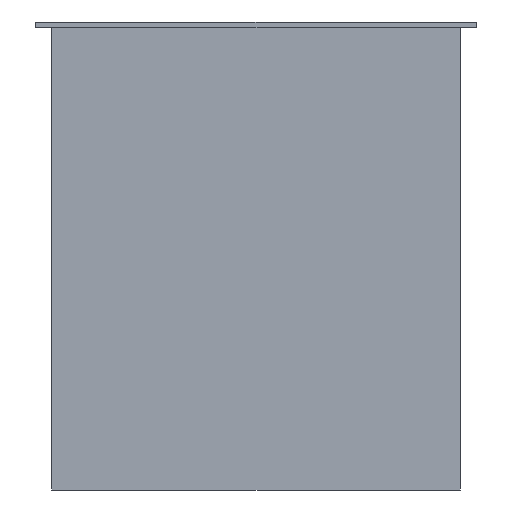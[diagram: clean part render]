
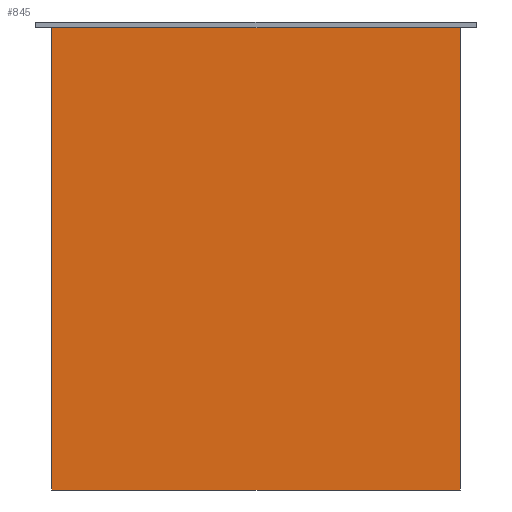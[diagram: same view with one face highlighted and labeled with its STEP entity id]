
A CAD part, front view. The second image highlights one B-rep face of the part: STEP entity #845.
In plain terms, the highlighted planar face has unit normal (0, -1, 0).
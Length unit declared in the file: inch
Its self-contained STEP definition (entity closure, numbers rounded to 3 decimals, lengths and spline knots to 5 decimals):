
#41 = CARTESIAN_POINT ( 'NONE',  ( 8.83125, -3.2, -20.25 ) ) ;
#45 = CARTESIAN_POINT ( 'NONE',  ( -8.83125, -3.2, -20.25 ) ) ;
#55 = LINE ( 'NONE', #873, #102 ) ;
#82 = EDGE_CURVE ( 'NONE', #528, #366, #972, .T. ) ;
#99 = EDGE_CURVE ( 'NONE', #345, #528, #482, .T. ) ;
#102 = VECTOR ( 'NONE', #622, 39.37008 ) ;
#204 = CARTESIAN_POINT ( 'NONE',  ( 8.83125, -3.2, -20.25 ) ) ;
#208 = CARTESIAN_POINT ( 'NONE',  ( -9.53125, -3.2, -0.25 ) ) ;
#236 = VECTOR ( 'NONE', #865, 39.37008 ) ;
#294 = PLANE ( 'NONE',  #647 ) ;
#309 = FACE_OUTER_BOUND ( 'NONE', #485, .T. ) ;
#345 = VERTEX_POINT ( 'NONE', #204 ) ;
#366 = VERTEX_POINT ( 'NONE', #768 ) ;
#374 = LINE ( 'NONE', #642, #1073 ) ;
#387 = DIRECTION ( 'NONE',  ( 0., 0., 1. ) ) ;
#416 = ORIENTED_EDGE ( 'NONE', *, *, #468, .F. ) ;
#468 = EDGE_CURVE ( 'NONE', #366, #846, #55, .T. ) ;
#482 = LINE ( 'NONE', #41, #750 ) ;
#485 = EDGE_LOOP ( 'NONE', ( #416, #513, #1061, #1016 ) ) ;
#513 = ORIENTED_EDGE ( 'NONE', *, *, #82, .F. ) ;
#528 = VERTEX_POINT ( 'NONE', #1042 ) ;
#533 = EDGE_CURVE ( 'NONE', #846, #345, #374, .T. ) ;
#565 = DIRECTION ( 'NONE',  ( -1., 0., 0. ) ) ;
#622 = DIRECTION ( 'NONE',  ( 1., 0., 0. ) ) ;
#636 = DIRECTION ( 'NONE',  ( 0., 1., 0. ) ) ;
#642 = CARTESIAN_POINT ( 'NONE',  ( 8.83125, -3.2, -20.25 ) ) ;
#647 = AXIS2_PLACEMENT_3D ( 'NONE', #208, #636, #387 ) ;
#697 = DIRECTION ( 'NONE',  ( 0., 0., -1. ) ) ;
#750 = VECTOR ( 'NONE', #565, 39.37008 ) ;
#768 = CARTESIAN_POINT ( 'NONE',  ( -8.83125, -3.2, -0.25 ) ) ;
#845 = ADVANCED_FACE ( 'NONE', ( #309 ), #294, .F. ) ;
#846 = VERTEX_POINT ( 'NONE', #1047 ) ;
#865 = DIRECTION ( 'NONE',  ( 0., 0., 1. ) ) ;
#873 = CARTESIAN_POINT ( 'NONE',  ( 8.83125, -3.2, -0.25 ) ) ;
#972 = LINE ( 'NONE', #45, #236 ) ;
#1016 = ORIENTED_EDGE ( 'NONE', *, *, #533, .F. ) ;
#1042 = CARTESIAN_POINT ( 'NONE',  ( -8.83125, -3.2, -20.25 ) ) ;
#1047 = CARTESIAN_POINT ( 'NONE',  ( 8.83125, -3.2, -0.25 ) ) ;
#1061 = ORIENTED_EDGE ( 'NONE', *, *, #99, .F. ) ;
#1073 = VECTOR ( 'NONE', #697, 39.37008 ) ;
